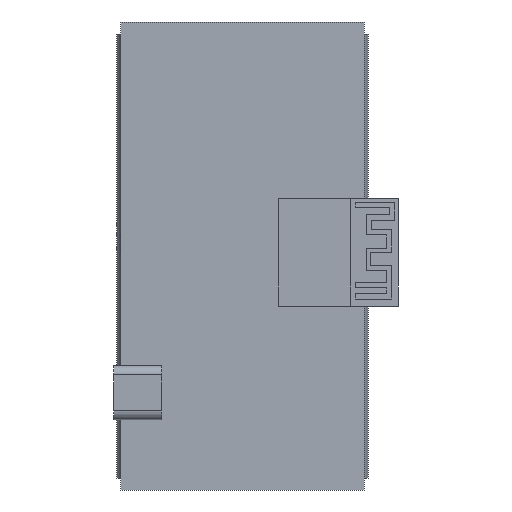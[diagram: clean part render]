
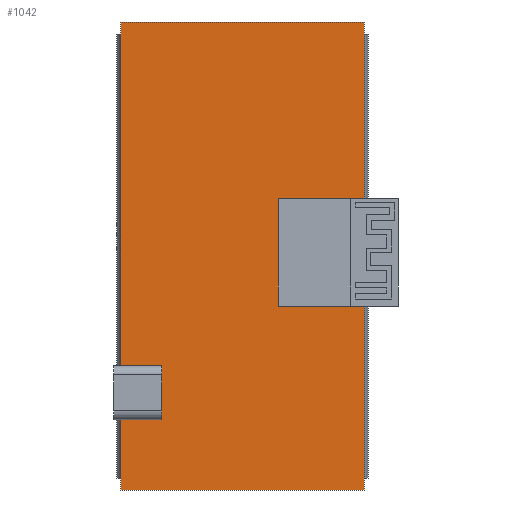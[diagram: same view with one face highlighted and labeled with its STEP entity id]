
A CAD part, front view. The second image highlights one B-rep face of the part: STEP entity #1042.
In plain terms, the highlighted planar face has unit normal (0, -1, 0).
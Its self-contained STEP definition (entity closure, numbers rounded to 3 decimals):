
#44=FACE_OUTER_BOUND('',#103,.T.);
#103=EDGE_LOOP('',(#698,#699,#700,#701));
#161=LINE('',#1474,#299);
#169=LINE('',#1489,#307);
#170=LINE('',#1491,#308);
#171=LINE('',#1492,#309);
#299=VECTOR('',#1191,10.);
#307=VECTOR('',#1203,10.);
#308=VECTOR('',#1206,10.);
#309=VECTOR('',#1207,10.);
#436=VERTEX_POINT('',#1470);
#438=VERTEX_POINT('',#1473);
#442=VERTEX_POINT('',#1485);
#443=VERTEX_POINT('',#1487);
#537=EDGE_CURVE('',#436,#438,#161,.T.);
#545=EDGE_CURVE('',#442,#443,#169,.T.);
#546=EDGE_CURVE('',#442,#436,#170,.T.);
#547=EDGE_CURVE('',#438,#443,#171,.T.);
#698=ORIENTED_EDGE('',*,*,#546,.F.);
#699=ORIENTED_EDGE('',*,*,#545,.T.);
#700=ORIENTED_EDGE('',*,*,#547,.F.);
#701=ORIENTED_EDGE('',*,*,#537,.F.);
#989=PLANE('',#1118);
#1042=ADVANCED_FACE('',(#44),#989,.T.);
#1118=AXIS2_PLACEMENT_3D('',#1490,#1204,#1205);
#1191=DIRECTION('',(0.,0.,1.));
#1203=DIRECTION('',(0.,0.,1.));
#1204=DIRECTION('center_axis',(0.,-1.,0.));
#1205=DIRECTION('ref_axis',(1.,0.,0.));
#1206=DIRECTION('',(-1.,0.,0.));
#1207=DIRECTION('',(1.,0.,0.));
#1470=CARTESIAN_POINT('',(-9.75,-12.5,0.));
#1473=CARTESIAN_POINT('',(-9.75,-12.5,78.));
#1474=CARTESIAN_POINT('',(-9.75,-12.5,0.));
#1485=CARTESIAN_POINT('',(30.75,-12.5,0.));
#1487=CARTESIAN_POINT('',(30.75,-12.5,78.));
#1489=CARTESIAN_POINT('',(30.75,-12.5,0.));
#1490=CARTESIAN_POINT('Origin',(-9.75,-12.5,0.));
#1491=CARTESIAN_POINT('',(30.75,-12.5,0.));
#1492=CARTESIAN_POINT('',(30.75,-12.5,78.));
